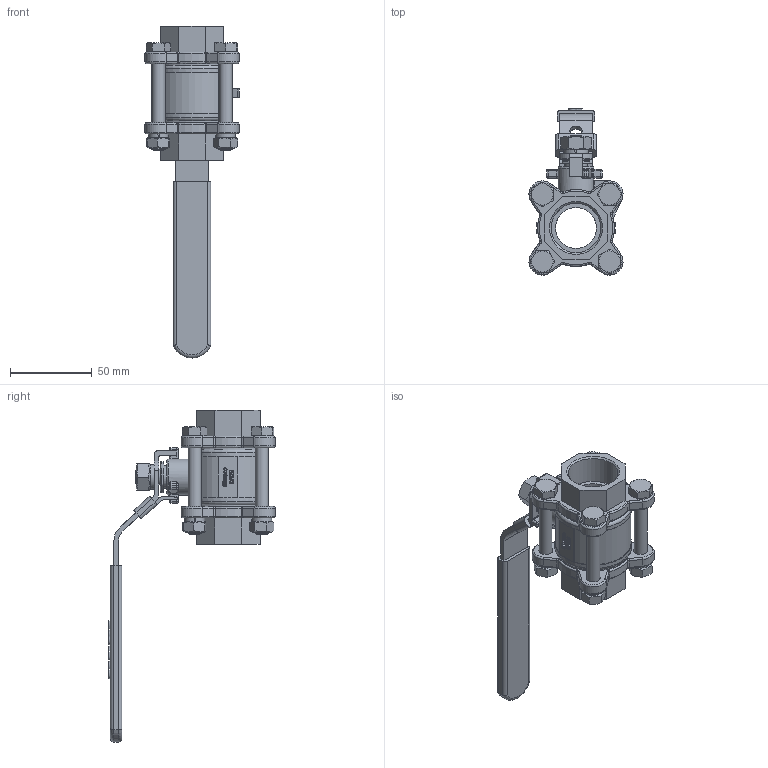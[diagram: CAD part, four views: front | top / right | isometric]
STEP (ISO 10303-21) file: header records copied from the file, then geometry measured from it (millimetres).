
FILE_DESCRIPTION(/* description */ ('790006'),/* implementation_level */ '2;1');
FILE_NAME(/* name */ '790006.stp',/* time_stamp */ '2019-10-01T13:43:18+02:00',/* author */ ('jmorand'),/* organization */ ('Sferaco'),/* preprocessor_version */ 'ST-DEVELOPER v18',/* originating_system */ 'Autodesk Inventor 2020',/* authorisation */ '');
FILE_SCHEMA (('AUTOMOTIVE_DESIGN { 1 0 10303 214 3 1 1 }'));
Length unit declared in the file: millimetre
Products named in the file (1): 790006C_ens_Shrinkwrap_1
Bounding box: 57.5 x 101.75 x 203 mm (x, y, z)
Volume: 137264.9 mm3; surface area: 69411.1 mm2
Topology: 22 solids, 22 shells, 1128 faces, 2853 edges, 1825 vertices
Faces by surface type: plane 489, bspline 289, cylinder 196, torus 86, cone 52, sphere 16
Full cylindrical faces by diameter (mm): 6.647 x4, 7.5 x1, 8 x4, 8.376 x1, 8.5 x9, 10 x2, 13 x4, 14 x2, 22 x1, 25 x3, 30.291 x2, 44 x2, 47 x2
Entity records: 37789 total; most frequent: CARTESIAN_POINT 11307, ORIENTED_EDGE 5706, DIRECTION 4432, EDGE_CURVE 2853, VERTEX_POINT 1825, AXIS2_PLACEMENT_3D 1481, LINE 1470, VECTOR 1470
